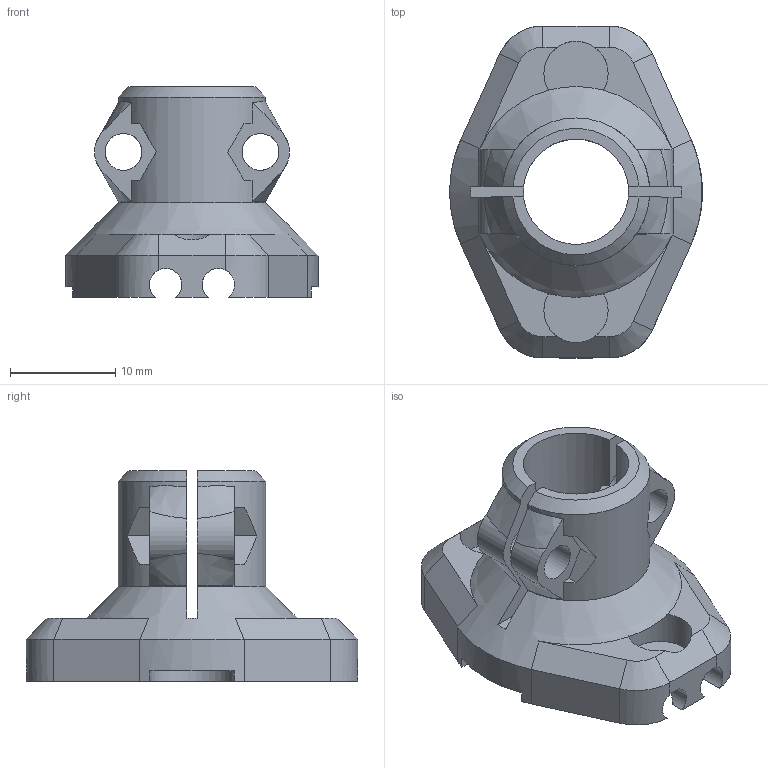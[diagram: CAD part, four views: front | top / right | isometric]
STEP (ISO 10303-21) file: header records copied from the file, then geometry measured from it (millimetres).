
FILE_DESCRIPTION(/* description */ (''),/* implementation_level */ '2;1');
FILE_NAME(/* name */ 'WobbleXII_upper_SFU.step',/* time_stamp */ '2023-05-23T21:53:29+02:00',/* author */ (''),/* organization */ (''),/* preprocessor_version */ 'ST-DEVELOPER v19.2',/* originating_system */ 'Autodesk Translation Framework v12.4.0.73',/* authorisation */ '');
FILE_SCHEMA (('AUTOMOTIVE_DESIGN { 1 0 10303 214 3 1 1 }'));
Length unit declared in the file: millimetre
Products named in the file (2): WobbleXII_upper_SFU; Steelpin (2)
Assembly tree (4 placements, depth 2):
  WobbleXII_upper_SFU
    Steelpin (2)  x4
Bounding box: 24 x 31.5 x 20 mm (x, y, z)
Volume: 3548.7 mm3; surface area: 3239.2 mm2
Topology: 1 solids, 1 shells, 102 faces, 302 edges, 196 vertices
Faces by surface type: plane 62, cylinder 25, bspline 8, cone 7
Full cylindrical faces by diameter (mm): 3.5 x4, 6.1 x2, 10 x1
Entity records: 4076 total; most frequent: CARTESIAN_POINT 1292, ORIENTED_EDGE 604, DIRECTION 556, EDGE_CURVE 302, AXIS2_PLACEMENT_3D 208, VERTEX_POINT 196, LINE 140, VECTOR 140
